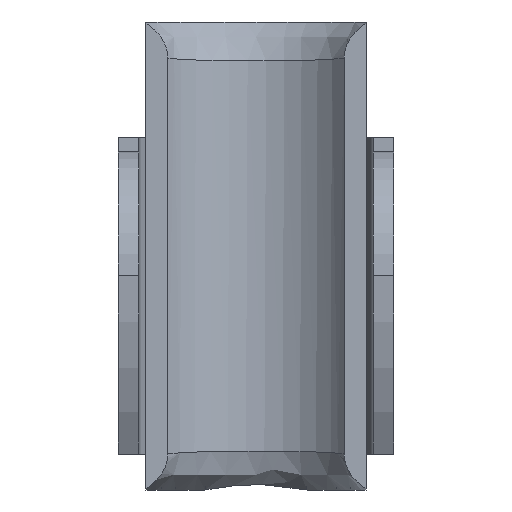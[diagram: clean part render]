
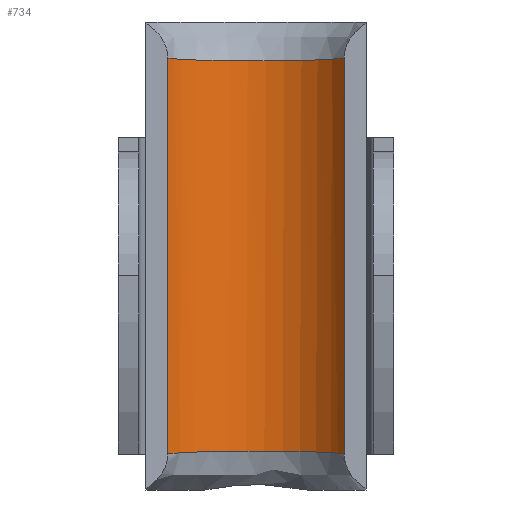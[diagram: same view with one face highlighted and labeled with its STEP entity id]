
A CAD part, front view. The second image highlights one B-rep face of the part: STEP entity #734.
In plain terms, the highlighted cylindrical face has radius 8 mm (diameter 16 mm), a partial arc.
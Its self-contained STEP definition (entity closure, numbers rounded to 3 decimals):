
#9 = CARTESIAN_POINT ( 'NONE',  ( 6.026, -2.702, -14.328 ) ) ;
#91 = CARTESIAN_POINT ( 'NONE',  ( 5.602, -2.256, -14.298 ) ) ;
#183 = CARTESIAN_POINT ( 'NONE',  ( 4.892, -1.662, -14.262 ) ) ;
#318 = CARTESIAN_POINT ( 'NONE',  ( -6.4, -3.2, -14.363 ) ) ;
#348 = CARTESIAN_POINT ( 'NONE',  ( 4.641, -1.476, -14.251 ) ) ;
#474 = CARTESIAN_POINT ( 'NONE',  ( 4.122, -1.137, -14.231 ) ) ;
#535 = CARTESIAN_POINT ( 'NONE',  ( 3.305, -0.708, -14.208 ) ) ;
#595 = CARTESIAN_POINT ( 'NONE',  ( 2.442, -0.376, -14.19 ) ) ;
#614 = CARTESIAN_POINT ( 'NONE',  ( 3.023, -0.587, -14.201 ) ) ;
#665 = CARTESIAN_POINT ( 'NONE',  ( -6.4, -3.2, 14.363 ) ) ;
#734 = ADVANCED_FACE ( 'NONE', ( #4169 ), #3973, .F. ) ;
#786 = ORIENTED_EDGE ( 'NONE', *, *, #3617, .F. ) ;
#945 = CARTESIAN_POINT ( 'NONE',  ( 1.237, -0.072, -14.175 ) ) ;
#970 = DIRECTION ( 'NONE',  ( 0., 0., -1. ) ) ;
#983 = EDGE_CURVE ( 'NONE', #5019, #5082, #2219, .T. ) ;
#1086 = CARTESIAN_POINT ( 'NONE',  ( -0.624, 0., -14.172 ) ) ;
#1143 = CARTESIAN_POINT ( 'NONE',  ( 0.624, 0., -14.172 ) ) ;
#1342 = CARTESIAN_POINT ( 'NONE',  ( -2.443, -0.376, -14.19 ) ) ;
#1442 = CARTESIAN_POINT ( 'NONE',  ( -2.143, -0.286, -14.186 ) ) ;
#1474 = CARTESIAN_POINT ( 'NONE',  ( -1.237, -0.072, -14.175 ) ) ;
#1638 = CARTESIAN_POINT ( 'NONE',  ( -3.305, -0.708, -14.208 ) ) ;
#1657 = CARTESIAN_POINT ( 'NONE',  ( -4.122, -1.137, -14.231 ) ) ;
#1667 = CARTESIAN_POINT ( 'NONE',  ( -4.641, -1.477, -14.251 ) ) ;
#1681 = CARTESIAN_POINT ( 'NONE',  ( 3.855, -0.983, -14.223 ) ) ;
#1767 = CARTESIAN_POINT ( 'NONE',  ( -4.892, -1.663, -14.262 ) ) ;
#1817 = CARTESIAN_POINT ( 'NONE',  ( 0., -8., 17. ) ) ;
#1978 = ORIENTED_EDGE ( 'NONE', *, *, #983, .T. ) ;
#2022 = CARTESIAN_POINT ( 'NONE',  ( -5.602, -2.256, -14.298 ) ) ;
#2154 = VECTOR ( 'NONE', #2509, 1000. ) ;
#2219 = LINE ( 'NONE', #4065, #2154 ) ;
#2257 = ORIENTED_EDGE ( 'NONE', *, *, #3349, .T. ) ;
#2349 = DIRECTION ( 'NONE',  ( 0., 0., -1. ) ) ;
#2405 = CARTESIAN_POINT ( 'NONE',  ( 6.4, -3.2, 17. ) ) ;
#2448 = CARTESIAN_POINT ( 'NONE',  ( -3.855, -0.983, -14.223 ) ) ;
#2509 = DIRECTION ( 'NONE',  ( 0., 0., -1. ) ) ;
#2659 = CARTESIAN_POINT ( 'NONE',  ( 6.4, -3.2, -14.363 ) ) ;
#2716 = ORIENTED_EDGE ( 'NONE', *, *, #3281, .T. ) ;
#2729 = LINE ( 'NONE', #2405, #4862 ) ;
#2745 = CARTESIAN_POINT ( 'NONE',  ( -6.4, -3.2, -14.363 ) ) ;
#3281 = EDGE_CURVE ( 'NONE', #5082, #3596, #4139, .T. ) ;
#3349 = EDGE_CURVE ( 'NONE', #4463, #5019, #5006, .T. ) ;
#3520 = DIRECTION ( 'NONE',  ( -1., 0., 0. ) ) ;
#3588 = AXIS2_PLACEMENT_3D ( 'NONE', #1817, #970, #3520 ) ;
#3596 = VERTEX_POINT ( 'NONE', #2659 ) ;
#3617 = EDGE_CURVE ( 'NONE', #4463, #3596, #2729, .T. ) ;
#3973 = CYLINDRICAL_SURFACE ( 'NONE', #3588, 8. ) ;
#4065 = CARTESIAN_POINT ( 'NONE',  ( -6.4, -3.2, 17. ) ) ;
#4081 = CARTESIAN_POINT ( 'NONE',  ( -3.023, -0.587, -14.201 ) ) ;
#4139 = B_SPLINE_CURVE_WITH_KNOTS ( 'NONE', 3,
 ( #2745, #4446, #2022, #1767, #1667, #1657, #2448, #1638, #4081, #1342, #1442, #1474, #1086, #1143, #945, #5134, #595, #614, #535, #1681, #474, #348, #183, #91, #9, #5620 ),
 .UNSPECIFIED., .F., .F.,
 ( 4, 2, 2, 2, 2, 2, 2, 2, 2, 2, 2, 2, 4 ),
 ( 0., 0.002, 0.003, 0.004, 0.005, 0.006, 0.007, 0.009, 0.01, 0.011, 0.012, 0.013, 0.015 ),
 .UNSPECIFIED. ) ;
#4169 = FACE_OUTER_BOUND ( 'NONE', #4473, .T. ) ;
#4446 = CARTESIAN_POINT ( 'NONE',  ( -6.026, -2.702, -14.328 ) ) ;
#4463 = VERTEX_POINT ( 'NONE', #4767 ) ;
#4473 = EDGE_LOOP ( 'NONE', ( #1978, #2716, #786, #2257 ) ) ;
#4642 = CARTESIAN_POINT ( 'NONE',  ( -6.4, -3.2, 14.363 ) ) ;
#4653 = CARTESIAN_POINT ( 'NONE',  ( -6.026, -2.702, 14.328 ) ) ;
#4665 = CARTESIAN_POINT ( 'NONE',  ( -5.602, -2.256, 14.298 ) ) ;
#4691 = CARTESIAN_POINT ( 'NONE',  ( -4.892, -1.663, 14.262 ) ) ;
#4733 = CARTESIAN_POINT ( 'NONE',  ( -4.641, -1.477, 14.251 ) ) ;
#4748 = CARTESIAN_POINT ( 'NONE',  ( -4.122, -1.137, 14.231 ) ) ;
#4762 = CARTESIAN_POINT ( 'NONE',  ( -3.855, -0.983, 14.223 ) ) ;
#4767 = CARTESIAN_POINT ( 'NONE',  ( 6.4, -3.2, 14.363 ) ) ;
#4799 = CARTESIAN_POINT ( 'NONE',  ( -3.305, -0.708, 14.208 ) ) ;
#4835 = CARTESIAN_POINT ( 'NONE',  ( -3.023, -0.587, 14.201 ) ) ;
#4854 = CARTESIAN_POINT ( 'NONE',  ( -2.443, -0.376, 14.19 ) ) ;
#4862 = VECTOR ( 'NONE', #2349, 1000. ) ;
#4875 = CARTESIAN_POINT ( 'NONE',  ( -2.143, -0.286, 14.186 ) ) ;
#4904 = CARTESIAN_POINT ( 'NONE',  ( -1.237, -0.072, 14.175 ) ) ;
#4938 = CARTESIAN_POINT ( 'NONE',  ( -0.624, 0., 14.172 ) ) ;
#4956 = CARTESIAN_POINT ( 'NONE',  ( 0.624, 0., 14.172 ) ) ;
#4999 = CARTESIAN_POINT ( 'NONE',  ( 1.237, -0.072, 14.175 ) ) ;
#5006 = B_SPLINE_CURVE_WITH_KNOTS ( 'NONE', 3,
 ( #5492, #5344, #5193, #5157, #5110, #5094, #5083, #5070, #5064, #5047, #5024, #4999, #4956, #4938, #4904, #4875, #4854, #4835, #4799, #4762, #4748, #4733, #4691, #4665, #4653, #4642 ),
 .UNSPECIFIED., .F., .F.,
 ( 4, 2, 2, 2, 2, 2, 2, 2, 2, 2, 2, 2, 4 ),
 ( 0., 0.002, 0.003, 0.004, 0.005, 0.006, 0.007, 0.009, 0.01, 0.011, 0.012, 0.013, 0.015 ),
 .UNSPECIFIED. ) ;
#5019 = VERTEX_POINT ( 'NONE', #665 ) ;
#5024 = CARTESIAN_POINT ( 'NONE',  ( 2.143, -0.286, 14.186 ) ) ;
#5047 = CARTESIAN_POINT ( 'NONE',  ( 2.442, -0.376, 14.19 ) ) ;
#5064 = CARTESIAN_POINT ( 'NONE',  ( 3.023, -0.587, 14.201 ) ) ;
#5070 = CARTESIAN_POINT ( 'NONE',  ( 3.305, -0.708, 14.208 ) ) ;
#5082 = VERTEX_POINT ( 'NONE', #318 ) ;
#5083 = CARTESIAN_POINT ( 'NONE',  ( 3.855, -0.983, 14.223 ) ) ;
#5094 = CARTESIAN_POINT ( 'NONE',  ( 4.122, -1.137, 14.231 ) ) ;
#5110 = CARTESIAN_POINT ( 'NONE',  ( 4.641, -1.476, 14.251 ) ) ;
#5134 = CARTESIAN_POINT ( 'NONE',  ( 2.143, -0.286, -14.186 ) ) ;
#5157 = CARTESIAN_POINT ( 'NONE',  ( 4.892, -1.662, 14.262 ) ) ;
#5193 = CARTESIAN_POINT ( 'NONE',  ( 5.602, -2.256, 14.298 ) ) ;
#5344 = CARTESIAN_POINT ( 'NONE',  ( 6.026, -2.702, 14.328 ) ) ;
#5492 = CARTESIAN_POINT ( 'NONE',  ( 6.4, -3.2, 14.363 ) ) ;
#5620 = CARTESIAN_POINT ( 'NONE',  ( 6.4, -3.2, -14.363 ) ) ;
